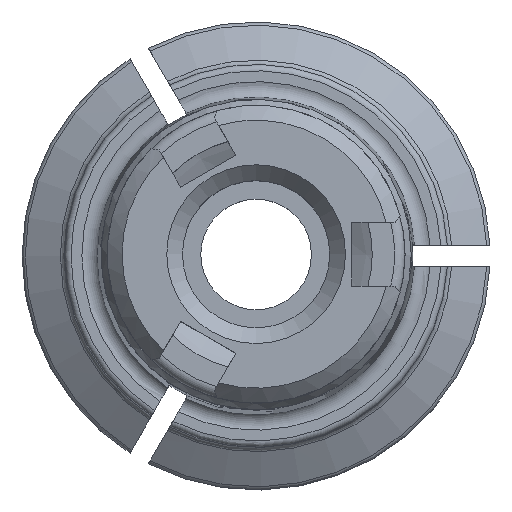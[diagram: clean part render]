
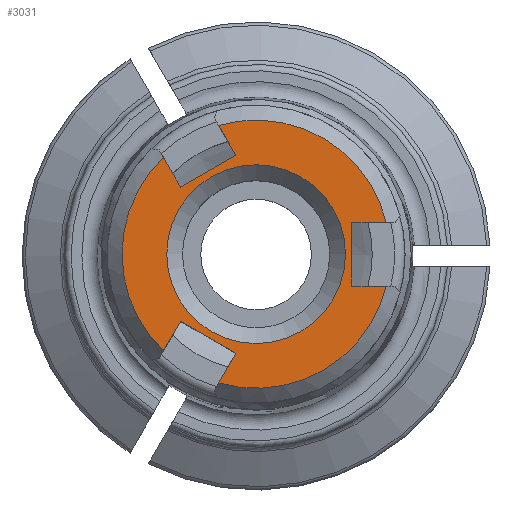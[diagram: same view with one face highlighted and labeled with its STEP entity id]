
A CAD part, top view. The second image highlights one B-rep face of the part: STEP entity #3031.
In plain terms, the highlighted planar face has unit normal (0, 0, 1).
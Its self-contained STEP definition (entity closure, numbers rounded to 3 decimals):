
#40=PLANE('',#3219);
#218=CIRCLE('',#3193,4.2);
#230=CIRCLE('',#3212,6.3);
#233=CIRCLE('',#3218,6.3);
#234=CIRCLE('',#3220,6.3);
#559=ORIENTED_EDGE('',*,*,#1163,.T.);
#560=ORIENTED_EDGE('',*,*,#1094,.T.);
#561=ORIENTED_EDGE('',*,*,#1130,.T.);
#562=ORIENTED_EDGE('',*,*,#1107,.T.);
#563=ORIENTED_EDGE('',*,*,#1158,.T.);
#564=ORIENTED_EDGE('',*,*,#1067,.T.);
#565=ORIENTED_EDGE('',*,*,#1134,.T.);
#566=ORIENTED_EDGE('',*,*,#1047,.T.);
#567=ORIENTED_EDGE('',*,*,#1164,.T.);
#568=ORIENTED_EDGE('',*,*,#1080,.T.);
#569=ORIENTED_EDGE('',*,*,#1132,.T.);
#570=ORIENTED_EDGE('',*,*,#1032,.T.);
#571=ORIENTED_EDGE('',*,*,#1144,.F.);
#1032=EDGE_CURVE('',#1375,#1374,#1590,.T.);
#1047=EDGE_CURVE('',#1390,#1389,#1600,.T.);
#1067=EDGE_CURVE('',#1404,#1403,#1609,.T.);
#1080=EDGE_CURVE('',#1415,#1414,#1618,.T.);
#1094=EDGE_CURVE('',#1424,#1423,#1627,.T.);
#1107=EDGE_CURVE('',#1434,#1433,#1637,.T.);
#1130=EDGE_CURVE('',#1423,#1434,#1647,.T.);
#1132=EDGE_CURVE('',#1414,#1375,#1648,.T.);
#1134=EDGE_CURVE('',#1403,#1390,#1649,.T.);
#1144=EDGE_CURVE('',#1454,#1454,#218,.T.);
#1158=EDGE_CURVE('',#1433,#1404,#230,.T.);
#1163=EDGE_CURVE('',#1374,#1424,#233,.T.);
#1164=EDGE_CURVE('',#1389,#1415,#234,.T.);
#1374=VERTEX_POINT('',#4120);
#1375=VERTEX_POINT('',#4122);
#1389=VERTEX_POINT('',#4160);
#1390=VERTEX_POINT('',#4162);
#1403=VERTEX_POINT('',#4210);
#1404=VERTEX_POINT('',#4212);
#1414=VERTEX_POINT('',#4244);
#1415=VERTEX_POINT('',#4246);
#1423=VERTEX_POINT('',#4275);
#1424=VERTEX_POINT('',#4277);
#1433=VERTEX_POINT('',#4302);
#1434=VERTEX_POINT('',#4304);
#1454=VERTEX_POINT('',#4393);
#1590=LINE('',#4121,#1725);
#1600=LINE('',#4161,#1735);
#1609=LINE('',#4211,#1744);
#1618=LINE('',#4245,#1753);
#1627=LINE('',#4276,#1762);
#1637=LINE('',#4303,#1772);
#1647=LINE('',#4350,#1782);
#1648=LINE('',#4356,#1783);
#1649=LINE('',#4362,#1784);
#1725=VECTOR('',#3429,1000.);
#1735=VECTOR('',#3445,1000.);
#1744=VECTOR('',#3476,1000.);
#1753=VECTOR('',#3489,1000.);
#1762=VECTOR('',#3508,1000.);
#1772=VECTOR('',#3524,1000.);
#1782=VECTOR('',#3574,1000.);
#1783=VECTOR('',#3577,1000.);
#1784=VECTOR('',#3580,1000.);
#1901=EDGE_LOOP('',(#559,#560,#561,#562,#563,#564,#565,#566,#567,#568,#569,
#570));
#1902=EDGE_LOOP('',(#571));
#2042=FACE_BOUND('',#1901,.T.);
#2043=FACE_BOUND('',#1902,.T.);
#3031=ADVANCED_FACE('',(#2042,#2043),#40,.T.);
#3193=AXIS2_PLACEMENT_3D('',#4392,#3617,#3618);
#3212=AXIS2_PLACEMENT_3D('',#4420,#3657,#3658);
#3218=AXIS2_PLACEMENT_3D('',#4429,#3671,#3672);
#3219=AXIS2_PLACEMENT_3D('',#4430,#3673,#3674);
#3220=AXIS2_PLACEMENT_3D('',#4431,#3675,#3676);
#3429=DIRECTION('',(-0.5,0.866,0.));
#3445=DIRECTION('',(1.,0.,0.));
#3476=DIRECTION('',(-1.,0.,0.));
#3489=DIRECTION('',(0.5,-0.866,0.));
#3508=DIRECTION('',(0.5,0.866,0.));
#3524=DIRECTION('',(-0.5,-0.866,0.));
#3574=DIRECTION('',(0.866,-0.5,0.));
#3577=DIRECTION('',(-0.866,-0.5,0.));
#3580=DIRECTION('',(0.,1.,0.));
#3617=DIRECTION('',(0.,0.,1.));
#3618=DIRECTION('',(1.,0.,0.));
#3657=DIRECTION('',(0.,0.,1.));
#3658=DIRECTION('',(1.,0.,0.));
#3671=DIRECTION('',(0.,0.,1.));
#3672=DIRECTION('',(1.,0.,0.));
#3673=DIRECTION('',(0.,0.,1.));
#3674=DIRECTION('',(1.,0.,0.));
#3675=DIRECTION('',(0.,0.,1.));
#3676=DIRECTION('',(1.,0.,0.));
#4120=CARTESIAN_POINT('',(-4.358,4.549,50.5));
#4121=CARTESIAN_POINT('',(-3.549,3.147,50.5));
#4122=CARTESIAN_POINT('',(-3.549,3.147,50.5));
#4160=CARTESIAN_POINT('',(6.119,1.5,50.5));
#4161=CARTESIAN_POINT('',(4.5,1.5,50.5));
#4162=CARTESIAN_POINT('',(4.5,1.5,50.5));
#4210=CARTESIAN_POINT('',(4.5,-1.5,50.5));
#4211=CARTESIAN_POINT('',(7.,-1.5,50.5));
#4212=CARTESIAN_POINT('',(6.119,-1.5,50.5));
#4244=CARTESIAN_POINT('',(-0.951,4.647,50.5));
#4245=CARTESIAN_POINT('',(-2.201,6.812,50.5));
#4246=CARTESIAN_POINT('',(-1.76,6.049,50.5));
#4275=CARTESIAN_POINT('',(-3.549,-3.147,50.5));
#4276=CARTESIAN_POINT('',(-4.799,-5.312,50.5));
#4277=CARTESIAN_POINT('',(-4.358,-4.549,50.5));
#4302=CARTESIAN_POINT('',(-1.76,-6.049,50.5));
#4303=CARTESIAN_POINT('',(-0.951,-4.647,50.5));
#4304=CARTESIAN_POINT('',(-0.951,-4.647,50.5));
#4350=CARTESIAN_POINT('',(-3.549,-3.147,50.5));
#4356=CARTESIAN_POINT('',(-0.951,4.647,50.5));
#4362=CARTESIAN_POINT('',(4.5,-1.5,50.5));
#4392=CARTESIAN_POINT('',(0.,0.,50.5));
#4393=CARTESIAN_POINT('',(4.2,0.,50.5));
#4420=CARTESIAN_POINT('',(0.,0.,50.5));
#4429=CARTESIAN_POINT('',(0.,0.,50.5));
#4430=CARTESIAN_POINT('',(0.,4.2,50.5));
#4431=CARTESIAN_POINT('',(0.,0.,50.5));
